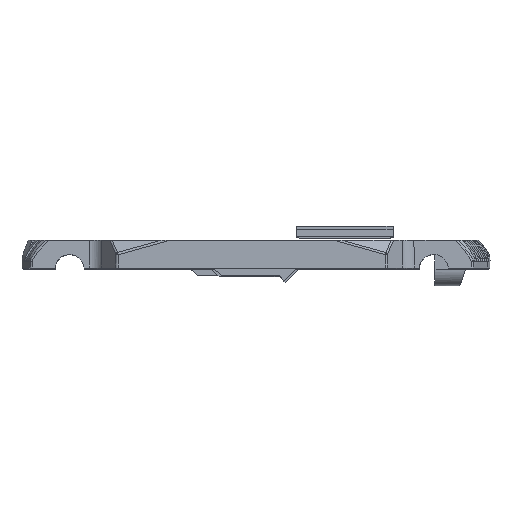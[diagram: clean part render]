
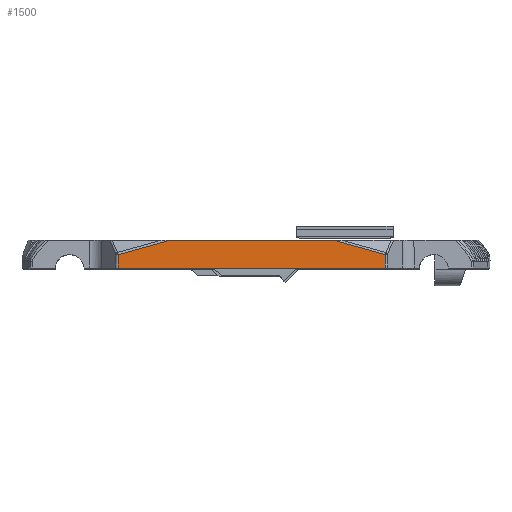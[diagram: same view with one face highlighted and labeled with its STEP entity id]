
A CAD part, front view. The second image highlights one B-rep face of the part: STEP entity #1500.
In plain terms, the highlighted planar face has unit normal (0, -1, 0.018).
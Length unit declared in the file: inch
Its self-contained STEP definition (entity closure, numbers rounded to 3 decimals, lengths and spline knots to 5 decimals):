
#1500=ADVANCED_FACE('',(#3048),#3049,.T.);
#3048=FACE_OUTER_BOUND('',#11464,.T.);
#3049=PLANE('',#11465);
#11464=EDGE_LOOP('',(#16236,#16237,#16238,#16239,#16240,#16241));
#11465=AXIS2_PLACEMENT_3D('',#16242,#16243,#16244);
#16236=ORIENTED_EDGE('',*,*,#18757,.T.);
#16237=ORIENTED_EDGE('',*,*,#18755,.F.);
#16238=ORIENTED_EDGE('',*,*,#18596,.T.);
#16239=ORIENTED_EDGE('',*,*,#18585,.F.);
#16240=ORIENTED_EDGE('',*,*,#18606,.T.);
#16241=ORIENTED_EDGE('',*,*,#18758,.F.);
#16242=CARTESIAN_POINT('',(0.,-0.73622,0.0));
#16243=DIRECTION('',(0.0,-1.,0.017));
#16244=DIRECTION('',(-1.0,0.0,0.0));
#18585=EDGE_CURVE('',#20978,#21472,#21473,.T.);
#18596=EDGE_CURVE('',#21486,#21472,#21487,.T.);
#18606=EDGE_CURVE('',#20978,#21500,#21502,.F.);
#18755=EDGE_CURVE('',#21486,#21702,#21704,.T.);
#18757=EDGE_CURVE('',#21706,#21702,#21707,.T.);
#18758=EDGE_CURVE('',#21706,#21500,#21708,.T.);
#20978=VERTEX_POINT('',#28250);
#21472=VERTEX_POINT('',#29767);
#21473=LINE('',#29768,#29769);
#21486=VERTEX_POINT('',#29801);
#21487=B_SPLINE_CURVE_WITH_KNOTS('',1,(#29802,#29803),.UNSPECIFIED.,.F.,.F.,(2,2),(1.29219,4.0393),.UNSPECIFIED.);
#21500=VERTEX_POINT('',#29855);
#21502=LINE('',#29871,#29872);
#21702=VERTEX_POINT('',#30765);
#21704=B_SPLINE_CURVE_WITH_KNOTS('',1,(#30767,#30768),.UNSPECIFIED.,.F.,.F.,(2,2),(-3.45878,7.74244),.UNSPECIFIED.);
#21706=VERTEX_POINT('',#30770);
#21707=LINE('',#30771,#30772);
#21708=LINE('',#30773,#30774);
#28250=CARTESIAN_POINT('',(1.09119,-0.73608,0.00787));
#29767=CARTESIAN_POINT('',(-1.09119,-0.73608,0.00787));
#29768=CARTESIAN_POINT('',(-5.51249,-0.73608,0.00787));
#29769=VECTOR('',#32121,0.03937);
#29801=CARTESIAN_POINT('',(-1.09021,-0.7342,0.11601));
#29802=CARTESIAN_POINT('',(-1.09021,-0.7342,0.11601));
#29803=CARTESIAN_POINT('',(-1.09119,-0.73608,0.00787));
#29855=CARTESIAN_POINT('',(1.09021,-0.7342,0.11601));
#29871=CARTESIAN_POINT('',(1.08975,-0.73331,0.16687));
#29872=VECTOR('',#32128,0.03937);
#30765=CARTESIAN_POINT('',(-0.67178,-0.73213,0.23425));
#30767=CARTESIAN_POINT('',(-1.09021,-0.7342,0.11601));
#30768=CARTESIAN_POINT('',(-0.66584,-0.7321,0.23593));
#30770=CARTESIAN_POINT('',(0.67178,-0.73213,0.23425));
#30771=CARTESIAN_POINT('',(1.21204,-0.73213,0.23425));
#30772=VECTOR('',#32177,1.0);
#30773=CARTESIAN_POINT('',(0.95917,-0.73355,0.15304));
#30774=VECTOR('',#32178,0.03937);
#32121=DIRECTION('',(-1.0,0.0,0.0));
#32128=DIRECTION('',(0.009,-0.017,-1.));
#32177=DIRECTION('',(-1.0,0.0,0.0));
#32178=DIRECTION('',(0.962,-0.005,-0.272));
